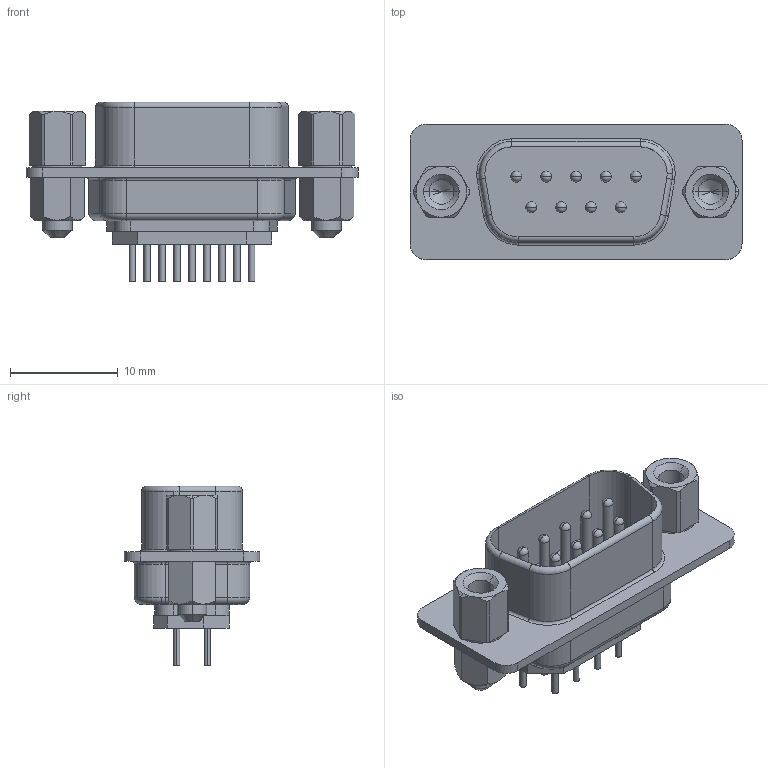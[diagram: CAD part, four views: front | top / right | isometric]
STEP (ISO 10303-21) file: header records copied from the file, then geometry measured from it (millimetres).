
FILE_DESCRIPTION (( 'STEP AP214' ), '1' );
FILE_NAME ('KF85X-ED-9P-KJ_rA2.STEP', '2013-03-22T18:41:36', ( 'Daniel' ), ( 'Microsoft' ), 'SwSTEP 2.0', 'SolidWorks 2012', '' );
FILE_SCHEMA (( 'AUTOMOTIVE_DESIGN' ));
Length unit declared in the file: millimetre
Products named in the file (1): KF85X-ED-9P-KJ_rA2
Bounding box: 30.81 x 12.55 x 16.7 mm (x, y, z)
Volume: 1745.1 mm3; surface area: 2359.5 mm2
Topology: 1 solids, 3 shells, 289 faces, 685 edges, 418 vertices
Faces by surface type: cylinder 124, plane 89, cone 34, torus 24, sphere 18
Entity records: 9121 total; most frequent: CARTESIAN_POINT 1595, DIRECTION 1518, ORIENTED_EDGE 1290, EDGE_CURVE 645, AXIS2_PLACEMENT_3D 619, VERTEX_POINT 400, EDGE_LOOP 331, CIRCLE 329
